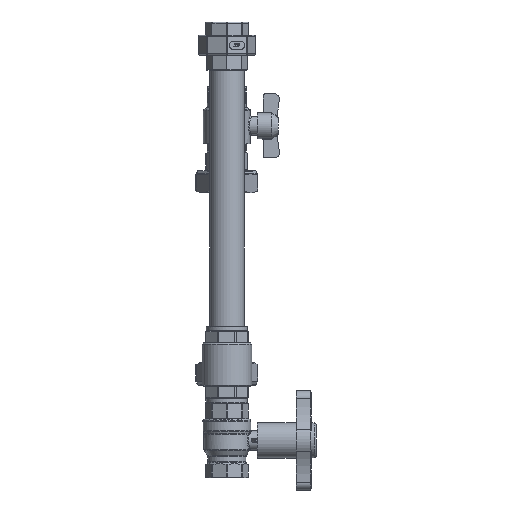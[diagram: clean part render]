
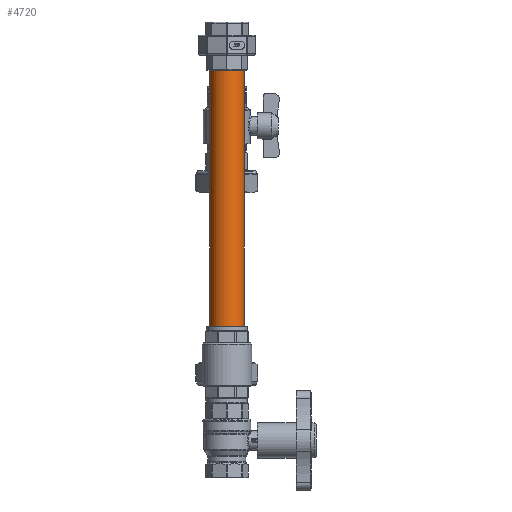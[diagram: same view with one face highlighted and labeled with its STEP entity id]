
A CAD part, front view. The second image highlights one B-rep face of the part: STEP entity #4720.
In plain terms, the highlighted cylindrical face has radius 16.75 mm (diameter 33.5 mm), a full revolution.
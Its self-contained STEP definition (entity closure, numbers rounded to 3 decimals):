
#4720=ADVANCED_FACE('',(#39953,#39955),#39957,.T.);
#39953=FACE_OUTER_BOUND('',#39954,.T.);
#39954=EDGE_LOOP('',(#72934));
#39955=FACE_OUTER_BOUND('',#39956,.T.);
#39956=EDGE_LOOP('',(#72935));
#39957=CYLINDRICAL_SURFACE('',#39958,16.75);
#39958=AXIS2_PLACEMENT_3D('',#39959,#39960,#39961);
#39959=CARTESIAN_POINT('',(0.,1.,-7.445));
#39960=DIRECTION('',(0.,0.,1.));
#39961=DIRECTION('',(-1.,0.,0.));
#72934=ORIENTED_EDGE('',*,*,#83012,.T.);
#72935=ORIENTED_EDGE('',*,*,#83013,.F.);
#83012=EDGE_CURVE('',#89184,#89184,#89185,.F.);
#83013=EDGE_CURVE('',#89186,#89186,#89187,.F.);
#89184=VERTEX_POINT('',#113514);
#89185=CIRCLE('',#113515,16.75);
#89186=VERTEX_POINT('',#113519);
#89187=CIRCLE('',#113520,16.75);
#113514=CARTESIAN_POINT('',(-16.75,1.,252.555));
#113515=AXIS2_PLACEMENT_3D('',#113516,#113517,#113518);
#113516=CARTESIAN_POINT('',(0.,1.,252.555));
#113517=DIRECTION('',(0.,0.,1.));
#113518=DIRECTION('',(-1.,0.,0.));
#113519=CARTESIAN_POINT('',(-16.75,1.,4.555));
#113520=AXIS2_PLACEMENT_3D('',#113521,#113522,#113523);
#113521=CARTESIAN_POINT('',(0.,1.,4.555));
#113522=DIRECTION('',(0.,0.,1.));
#113523=DIRECTION('',(-1.,0.,0.));
